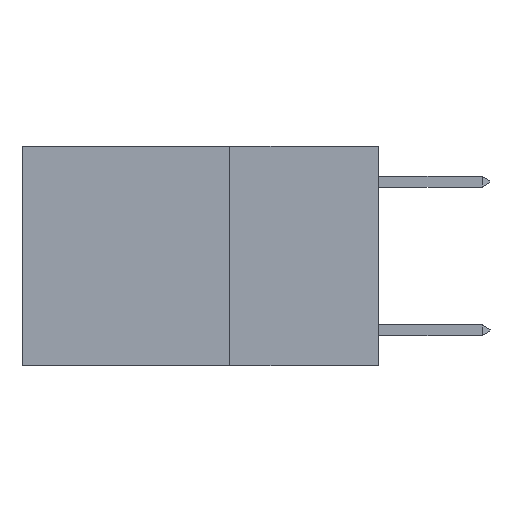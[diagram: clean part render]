
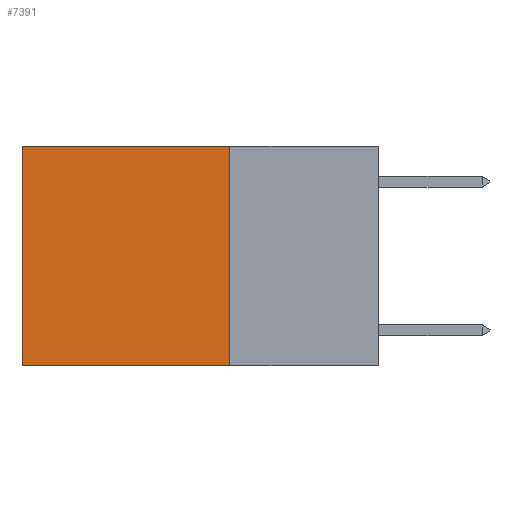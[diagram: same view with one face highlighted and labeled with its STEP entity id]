
A CAD part, left-side view. The second image highlights one B-rep face of the part: STEP entity #7391.
In plain terms, the highlighted planar face has unit normal (-1, 0, 0).
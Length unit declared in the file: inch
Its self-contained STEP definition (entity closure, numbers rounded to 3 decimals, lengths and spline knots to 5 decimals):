
#667 = VECTOR ( 'NONE', #3754, 39.37008 ) ;
#1106 = EDGE_CURVE ( 'NONE', #2635, #7061, #9803, .T. ) ;
#1562 = VERTEX_POINT ( 'NONE', #6970 ) ;
#1582 = CARTESIAN_POINT ( 'NONE',  ( 0.2625, 0.6, 0. ) ) ;
#1941 = PLANE ( 'NONE',  #10448 ) ;
#2012 = VECTOR ( 'NONE', #5592, 39.37008 ) ;
#2142 = EDGE_CURVE ( 'NONE', #2635, #8289, #8033, .T. ) ;
#2635 = VERTEX_POINT ( 'NONE', #8931 ) ;
#2657 = ORIENTED_EDGE ( 'NONE', *, *, #2142, .T. ) ;
#2709 = FACE_OUTER_BOUND ( 'NONE', #2898, .T. ) ;
#2782 = CARTESIAN_POINT ( 'NONE',  ( 0.2625, 0.25, 0. ) ) ;
#2898 = EDGE_LOOP ( 'NONE', ( #7679, #3161, #4112, #2657 ) ) ;
#3161 = ORIENTED_EDGE ( 'NONE', *, *, #5627, .F. ) ;
#3577 = DIRECTION ( 'NONE',  ( 0., 0., -1. ) ) ;
#3754 = DIRECTION ( 'NONE',  ( 0., 1., 0. ) ) ;
#4112 = ORIENTED_EDGE ( 'NONE', *, *, #1106, .F. ) ;
#4518 = CARTESIAN_POINT ( 'NONE',  ( 0.2625, 0.6, 0. ) ) ;
#4641 = CARTESIAN_POINT ( 'NONE',  ( 0.2625, 0.25, -0.37 ) ) ;
#4808 = DIRECTION ( 'NONE',  ( 0., 0., -1. ) ) ;
#4869 = VECTOR ( 'NONE', #3577, 39.37008 ) ;
#5002 = EDGE_CURVE ( 'NONE', #8289, #1562, #7031, .T. ) ;
#5256 = DIRECTION ( 'NONE',  ( 0., 0., -1. ) ) ;
#5592 = DIRECTION ( 'NONE',  ( 0., 1., 0. ) ) ;
#5627 = EDGE_CURVE ( 'NONE', #7061, #1562, #9217, .T. ) ;
#6970 = CARTESIAN_POINT ( 'NONE',  ( 0.2625, 0.6, -0.37 ) ) ;
#7031 = LINE ( 'NONE', #4518, #4869 ) ;
#7061 = VERTEX_POINT ( 'NONE', #9642 ) ;
#7391 = ADVANCED_FACE ( 'NONE', ( #2709 ), #1941, .F. ) ;
#7679 = ORIENTED_EDGE ( 'NONE', *, *, #5002, .T. ) ;
#7900 = VECTOR ( 'NONE', #5256, 39.37008 ) ;
#8033 = LINE ( 'NONE', #2782, #667 ) ;
#8289 = VERTEX_POINT ( 'NONE', #1582 ) ;
#8308 = CARTESIAN_POINT ( 'NONE',  ( 0.2625, 0.25, 0. ) ) ;
#8611 = CARTESIAN_POINT ( 'NONE',  ( 0.2625, 0.25, 0. ) ) ;
#8931 = CARTESIAN_POINT ( 'NONE',  ( 0.2625, 0.25, 0. ) ) ;
#9217 = LINE ( 'NONE', #4641, #2012 ) ;
#9642 = CARTESIAN_POINT ( 'NONE',  ( 0.2625, 0.25, -0.37 ) ) ;
#9803 = LINE ( 'NONE', #8611, #7900 ) ;
#9969 = DIRECTION ( 'NONE',  ( 1., 0., 0. ) ) ;
#10448 = AXIS2_PLACEMENT_3D ( 'NONE', #8308, #9969, #4808 ) ;
